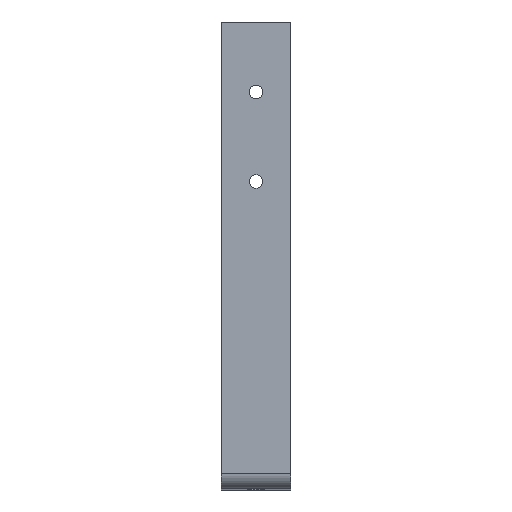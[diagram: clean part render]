
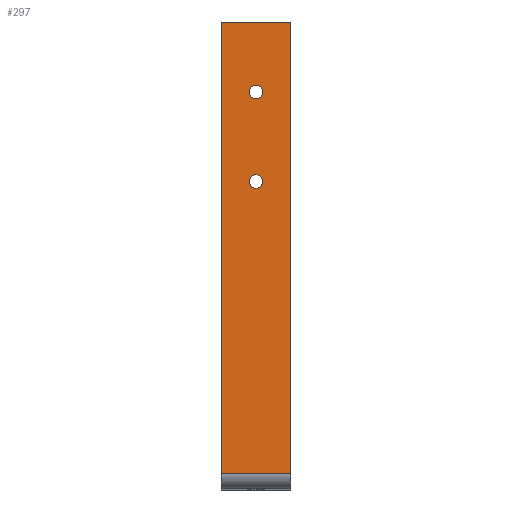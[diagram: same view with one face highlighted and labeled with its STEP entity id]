
A CAD part, top view. The second image highlights one B-rep face of the part: STEP entity #297.
In plain terms, the highlighted planar face has unit normal (0, 0, 1).
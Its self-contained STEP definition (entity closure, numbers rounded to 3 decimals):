
#20=FACE_BOUND('',#64,.T.);
#21=FACE_BOUND('',#65,.T.);
#28=PLANE('',#340);
#43=FACE_OUTER_BOUND('',#63,.T.);
#63=EDGE_LOOP('',(#251,#252,#253,#254));
#64=EDGE_LOOP('',(#255));
#65=EDGE_LOOP('',(#256));
#78=LINE('',#466,#103);
#85=LINE('',#483,#110);
#92=LINE('',#500,#117);
#93=LINE('',#501,#118);
#103=VECTOR('',#386,10.);
#110=VECTOR('',#399,10.);
#117=VECTOR('',#416,10.);
#118=VECTOR('',#417,10.);
#123=CIRCLE('',#317,1.75);
#125=CIRCLE('',#320,1.75);
#137=VERTEX_POINT('',#432);
#139=VERTEX_POINT('',#438);
#148=VERTEX_POINT('',#463);
#149=VERTEX_POINT('',#465);
#156=VERTEX_POINT('',#481);
#161=VERTEX_POINT('',#499);
#163=EDGE_CURVE('',#137,#137,#123,.T.);
#166=EDGE_CURVE('',#139,#139,#125,.T.);
#179=EDGE_CURVE('',#148,#149,#78,.T.);
#188=EDGE_CURVE('',#156,#148,#85,.T.);
#196=EDGE_CURVE('',#161,#156,#92,.T.);
#197=EDGE_CURVE('',#149,#161,#93,.T.);
#251=ORIENTED_EDGE('',*,*,#179,.F.);
#252=ORIENTED_EDGE('',*,*,#188,.F.);
#253=ORIENTED_EDGE('',*,*,#196,.F.);
#254=ORIENTED_EDGE('',*,*,#197,.F.);
#255=ORIENTED_EDGE('',*,*,#163,.T.);
#256=ORIENTED_EDGE('',*,*,#166,.T.);
#297=ADVANCED_FACE('',(#43,#20,#21),#28,.T.);
#317=AXIS2_PLACEMENT_3D('',#433,#349,#350);
#320=AXIS2_PLACEMENT_3D('',#439,#356,#357);
#340=AXIS2_PLACEMENT_3D('',#498,#414,#415);
#349=DIRECTION('center_axis',(0.,0.,-1.));
#350=DIRECTION('ref_axis',(-1.,0.,0.));
#356=DIRECTION('center_axis',(0.,0.,-1.));
#357=DIRECTION('ref_axis',(-1.,0.,0.));
#386=DIRECTION('',(-1.,0.,0.));
#399=DIRECTION('',(0.,-1.,0.));
#414=DIRECTION('center_axis',(0.,0.,1.));
#415=DIRECTION('ref_axis',(0.,-1.,0.));
#416=DIRECTION('',(1.,0.,0.));
#417=DIRECTION('',(0.,1.,0.));
#432=CARTESIAN_POINT('',(10.75,79.,0.));
#433=CARTESIAN_POINT('Origin',(9.,79.,0.));
#438=CARTESIAN_POINT('',(10.75,102.,0.));
#439=CARTESIAN_POINT('Origin',(9.,102.,0.));
#463=CARTESIAN_POINT('',(18.,4.,0.));
#465=CARTESIAN_POINT('',(0.,4.,0.));
#466=CARTESIAN_POINT('',(0.,4.,0.));
#481=CARTESIAN_POINT('',(18.,120.,0.));
#483=CARTESIAN_POINT('',(18.,0.,0.));
#498=CARTESIAN_POINT('Origin',(0.,120.,0.));
#499=CARTESIAN_POINT('',(0.,120.,0.));
#500=CARTESIAN_POINT('',(0.,120.,0.));
#501=CARTESIAN_POINT('',(0.,0.,0.));
